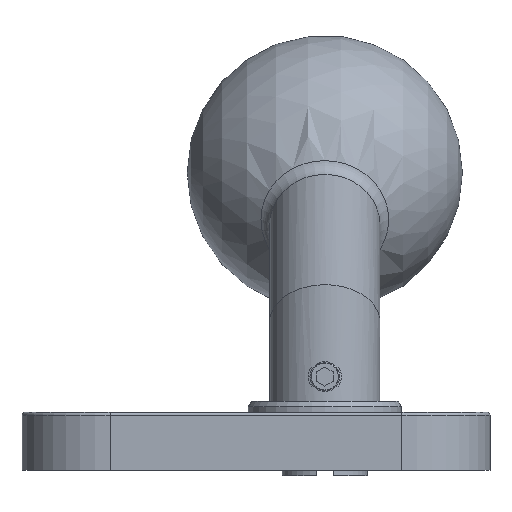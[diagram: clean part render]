
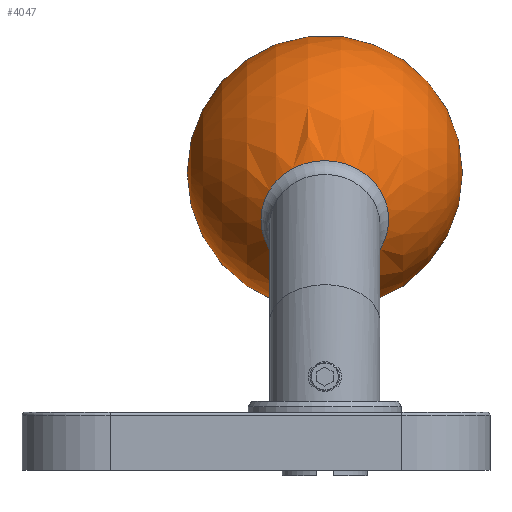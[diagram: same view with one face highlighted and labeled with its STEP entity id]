
A CAD part, left-side view. The second image highlights one B-rep face of the part: STEP entity #4047.
In plain terms, the highlighted spherical face has radius 25 mm.
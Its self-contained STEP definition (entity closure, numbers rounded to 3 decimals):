
#297 = DIRECTION ( 'NONE',  ( 0., 1., 0. ) ) ;
#1514 = DIRECTION ( 'NONE',  ( -0.384, 0., 0.923 ) ) ;
#2277 = CIRCLE ( 'NONE', #11892, 11.607 ) ;
#4047 = ADVANCED_FACE ( 'NONE', ( #9217 ), #10778, .T. ) ;
#7515 = DIRECTION ( 'NONE',  ( 0.384, 0., -0.923 ) ) ;
#8278 = VERTEX_POINT ( 'NONE', #15792 ) ;
#8733 = CARTESIAN_POINT ( 'NONE',  ( 44.552, 0., 34.506 ) ) ;
#8746 = CARTESIAN_POINT ( 'NONE',  ( 65., 0., 43. ) ) ;
#9079 = ORIENTED_EDGE ( 'NONE', *, *, #17589, .T. ) ;
#9217 = FACE_OUTER_BOUND ( 'NONE', #10454, .T. ) ;
#10454 = EDGE_LOOP ( 'NONE', ( #9079 ) ) ;
#10778 = SPHERICAL_SURFACE ( 'NONE', #14855, 25. ) ;
#11892 = AXIS2_PLACEMENT_3D ( 'NONE', #8733, #17270, #7515 ) ;
#14855 = AXIS2_PLACEMENT_3D ( 'NONE', #8746, #297, #1514 ) ;
#15792 = CARTESIAN_POINT ( 'NONE',  ( 49.004, 0., 23.787 ) ) ;
#17270 = DIRECTION ( 'NONE',  ( 0.923, 0., 0.384 ) ) ;
#17589 = EDGE_CURVE ( 'NONE', #8278, #8278, #2277, .T. ) ;
